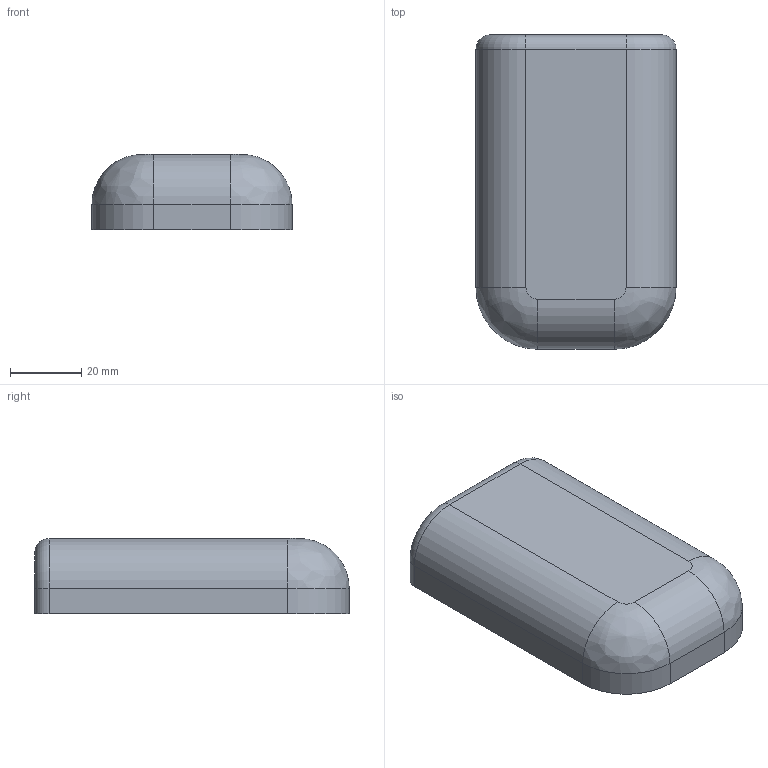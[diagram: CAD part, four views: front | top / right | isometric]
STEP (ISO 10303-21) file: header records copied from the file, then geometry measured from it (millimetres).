
FILE_DESCRIPTION(/* description */ (''),/* implementation_level */ '2;1');
FILE_NAME(/* name */ '2022-08_snappergps_turtle_case_plastic_top.step',/* time_stamp */ '2022-08-15T20:49:53+01:00',/* author */ (''),/* organization */ (''),/* preprocessor_version */ 'ST-DEVELOPER v19',/* originating_system */ 'Autodesk Translation Framework v11.7.0.108',/* authorisation */ '');
FILE_SCHEMA (('AUTOMOTIVE_DESIGN { 1 0 10303 214 3 1 1 }'));
Length unit declared in the file: millimetre
Products named in the file (2): 2022-08_snappergps_turtle_case; Plastic case
Assembly tree (1 placements, depth 2):
  2022-08_snappergps_turtle_case
    Plastic case
Bounding box: 56 x 88 x 21 mm (x, y, z)
Volume: 61586.1 mm3; surface area: 18110.9 mm2
Topology: 1 solids, 1 shells, 73 faces, 154 edges, 100 vertices
Faces by surface type: plane 35, cylinder 34, torus 2, bspline 2
Full cylindrical faces by diameter (mm): 3.332 x14
Entity records: 2053 total; most frequent: DIRECTION 376, CARTESIAN_POINT 347, ORIENTED_EDGE 308, EDGE_CURVE 154, AXIS2_PLACEMENT_3D 147, VERTEX_POINT 100, EDGE_LOOP 90, LINE 82
